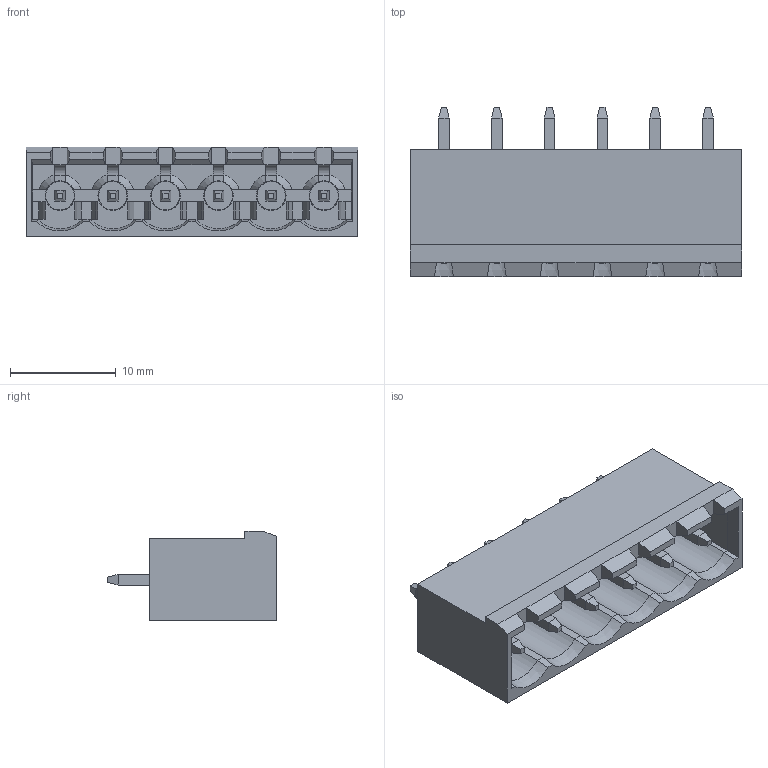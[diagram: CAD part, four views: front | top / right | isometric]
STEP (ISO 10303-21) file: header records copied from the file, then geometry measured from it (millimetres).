
FILE_DESCRIPTION((''),'2;1');
FILE_NAME('WJ2EDGVC-500-6P-00A','2017-03-16T',('QZY'),(''),'CREO PARAMETRIC BY PTC INC, 2014440','CREO PARAMETRIC BY PTC INC, 2014440','');
FILE_SCHEMA(('CONFIG_CONTROL_DESIGN'));
Length unit declared in the file: millimetre
Products named in the file (1): WJ2EDGVC-500-6P-00A
Bounding box: 31.4 x 16 x 8.5 mm (x, y, z)
Volume: 1291.4 mm3; surface area: 2797.8 mm2
Topology: 1 solids, 1 shells, 441 faces, 1175 edges, 742 vertices
Faces by surface type: plane 393, cone 30, cylinder 18
Entity records: 13522 total; most frequent: CARTESIAN_POINT 2556, ORIENTED_EDGE 2350, DIRECTION 2113, EDGE_CURVE 1175, VECTOR 1031, LINE 1031, VERTEX_POINT 742, AXIS2_PLACEMENT_3D 541
